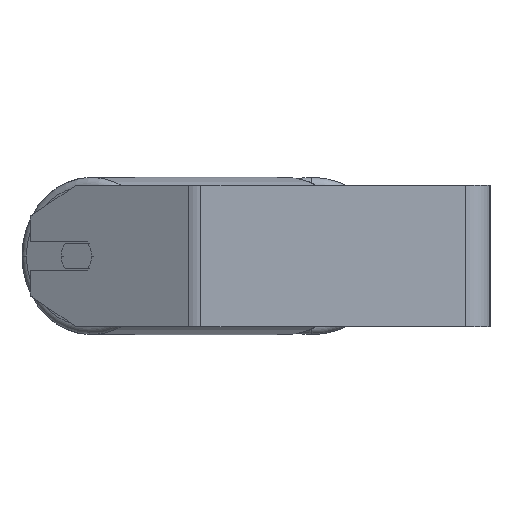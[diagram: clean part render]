
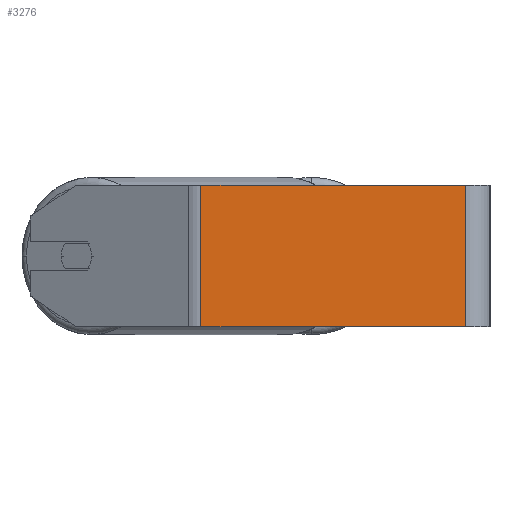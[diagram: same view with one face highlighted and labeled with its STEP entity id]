
A CAD part, left-side view. The second image highlights one B-rep face of the part: STEP entity #3276.
In plain terms, the highlighted planar face has unit normal (-1, 0, 0).
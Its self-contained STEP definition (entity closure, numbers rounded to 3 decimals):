
#70 = ORIENTED_EDGE ( 'NONE', *, *, #4307, .T. ) ;
#569 = CARTESIAN_POINT ( 'NONE',  ( -400., 167.078, 40. ) ) ;
#1071 = VERTEX_POINT ( 'NONE', #6739 ) ;
#1309 = ORIENTED_EDGE ( 'NONE', *, *, #8028, .F. ) ;
#1393 = DIRECTION ( 'NONE',  ( 0., 0., -1. ) ) ;
#1865 = DIRECTION ( 'NONE',  ( 0., -1., 0. ) ) ;
#1957 = ORIENTED_EDGE ( 'NONE', *, *, #4800, .T. ) ;
#2309 = DIRECTION ( 'NONE',  ( 0., 0., -1. ) ) ;
#2452 = ORIENTED_EDGE ( 'NONE', *, *, #5701, .F. ) ;
#2845 = PLANE ( 'NONE',  #2955 ) ;
#2955 = AXIS2_PLACEMENT_3D ( 'NONE', #4224, #5668, #2309 ) ;
#3276 = ADVANCED_FACE ( 'NONE', ( #8368 ), #2845, .F. ) ;
#4090 = CARTESIAN_POINT ( 'NONE',  ( -400., 167.078, -40. ) ) ;
#4145 = LINE ( 'NONE', #8206, #7534 ) ;
#4224 = CARTESIAN_POINT ( 'NONE',  ( -400., 167.078, 40. ) ) ;
#4307 = EDGE_CURVE ( 'NONE', #4761, #4419, #7538, .T. ) ;
#4340 = CARTESIAN_POINT ( 'NONE',  ( -400., 163.327, -40. ) ) ;
#4419 = VERTEX_POINT ( 'NONE', #8415 ) ;
#4761 = VERTEX_POINT ( 'NONE', #4340 ) ;
#4800 = EDGE_CURVE ( 'NONE', #7333, #4761, #5007, .T. ) ;
#5007 = LINE ( 'NONE', #7703, #8074 ) ;
#5237 = LINE ( 'NONE', #569, #7795 ) ;
#5532 = CARTESIAN_POINT ( 'NONE',  ( -400., 163.327, 40. ) ) ;
#5668 = DIRECTION ( 'NONE',  ( 1., 0., 0. ) ) ;
#5701 = EDGE_CURVE ( 'NONE', #7333, #1071, #5237, .T. ) ;
#6644 = EDGE_LOOP ( 'NONE', ( #70, #1309, #2452, #1957 ) ) ;
#6739 = CARTESIAN_POINT ( 'NONE',  ( -400., 14., 40. ) ) ;
#7037 = DIRECTION ( 'NONE',  ( 0., 0., -1. ) ) ;
#7333 = VERTEX_POINT ( 'NONE', #5532 ) ;
#7534 = VECTOR ( 'NONE', #1393, 1000. ) ;
#7538 = LINE ( 'NONE', #4090, #8246 ) ;
#7703 = CARTESIAN_POINT ( 'NONE',  ( -400., 163.327, 40. ) ) ;
#7795 = VECTOR ( 'NONE', #1865, 1000. ) ;
#8028 = EDGE_CURVE ( 'NONE', #1071, #4419, #4145, .T. ) ;
#8074 = VECTOR ( 'NONE', #7037, 1000. ) ;
#8155 = DIRECTION ( 'NONE',  ( 0., -1., 0. ) ) ;
#8206 = CARTESIAN_POINT ( 'NONE',  ( -400., 14., 40. ) ) ;
#8246 = VECTOR ( 'NONE', #8155, 1000. ) ;
#8368 = FACE_OUTER_BOUND ( 'NONE', #6644, .T. ) ;
#8415 = CARTESIAN_POINT ( 'NONE',  ( -400., 14., -40. ) ) ;
